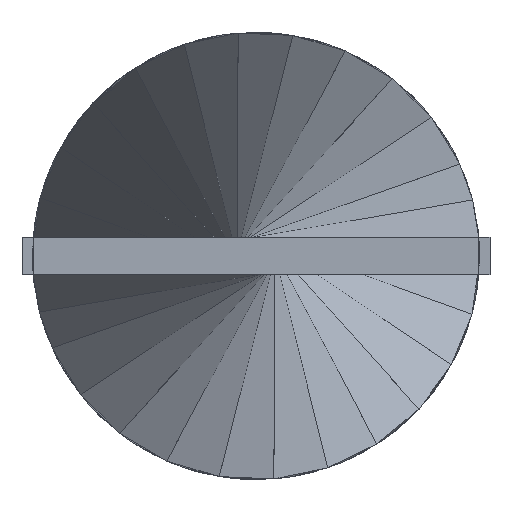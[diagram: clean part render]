
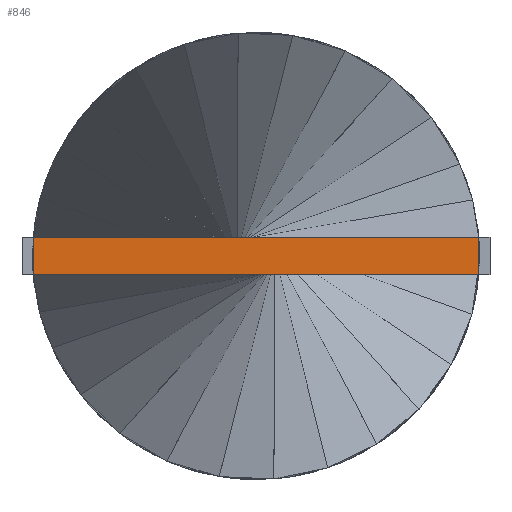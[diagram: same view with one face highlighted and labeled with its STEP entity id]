
A CAD part, left-side view. The second image highlights one B-rep face of the part: STEP entity #846.
In plain terms, the highlighted planar face has unit normal (-1, 0, 0).
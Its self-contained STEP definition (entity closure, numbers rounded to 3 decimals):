
#8 = CARTESIAN_POINT ( 'NONE',  ( -89., 0., 0. ) ) ;
#28 = CARTESIAN_POINT ( 'NONE',  ( -89., 6., -0.5 ) ) ;
#47 = LINE ( 'NONE', #192, #397 ) ;
#109 = EDGE_CURVE ( 'NONE', #1280, #414, #650, .T. ) ;
#153 = EDGE_CURVE ( 'NONE', #414, #435, #728, .T. ) ;
#155 = DIRECTION ( 'NONE',  ( 0., 0., 1. ) ) ;
#192 = CARTESIAN_POINT ( 'NONE',  ( -89., 6., -0.5 ) ) ;
#251 = AXIS2_PLACEMENT_3D ( 'NONE', #8, #358, #623 ) ;
#287 = CARTESIAN_POINT ( 'NONE',  ( -89., 6., 0.5 ) ) ;
#358 = DIRECTION ( 'NONE',  ( -1., 0., 0. ) ) ;
#361 = EDGE_LOOP ( 'NONE', ( #642, #936, #1562, #998 ) ) ;
#397 = VECTOR ( 'NONE', #1086, 1000. ) ;
#408 = LINE ( 'NONE', #1055, #777 ) ;
#414 = VERTEX_POINT ( 'NONE', #1295 ) ;
#419 = EDGE_CURVE ( 'NONE', #435, #576, #408, .T. ) ;
#435 = VERTEX_POINT ( 'NONE', #287 ) ;
#567 = VECTOR ( 'NONE', #155, 1000. ) ;
#576 = VERTEX_POINT ( 'NONE', #28 ) ;
#623 = DIRECTION ( 'NONE',  ( 0., 0., 1. ) ) ;
#625 = EDGE_CURVE ( 'NONE', #576, #1280, #47, .T. ) ;
#642 = ORIENTED_EDGE ( 'NONE', *, *, #153, .T. ) ;
#650 = LINE ( 'NONE', #1008, #567 ) ;
#728 = LINE ( 'NONE', #840, #1298 ) ;
#755 = FACE_OUTER_BOUND ( 'NONE', #361, .T. ) ;
#777 = VECTOR ( 'NONE', #1064, 1000. ) ;
#840 = CARTESIAN_POINT ( 'NONE',  ( -89., -6., 0.5 ) ) ;
#846 = ADVANCED_FACE ( 'NONE', ( #755 ), #1001, .T. ) ;
#847 = DIRECTION ( 'NONE',  ( 0., 1., 0. ) ) ;
#936 = ORIENTED_EDGE ( 'NONE', *, *, #419, .T. ) ;
#998 = ORIENTED_EDGE ( 'NONE', *, *, #109, .T. ) ;
#1001 = PLANE ( 'NONE',  #251 ) ;
#1008 = CARTESIAN_POINT ( 'NONE',  ( -89., -6., -0.5 ) ) ;
#1055 = CARTESIAN_POINT ( 'NONE',  ( -89., 6., 0.5 ) ) ;
#1064 = DIRECTION ( 'NONE',  ( 0., 0., -1. ) ) ;
#1086 = DIRECTION ( 'NONE',  ( 0., -1., 0. ) ) ;
#1280 = VERTEX_POINT ( 'NONE', #1514 ) ;
#1295 = CARTESIAN_POINT ( 'NONE',  ( -89., -6., 0.5 ) ) ;
#1298 = VECTOR ( 'NONE', #847, 1000. ) ;
#1514 = CARTESIAN_POINT ( 'NONE',  ( -89., -6., -0.5 ) ) ;
#1562 = ORIENTED_EDGE ( 'NONE', *, *, #625, .T. ) ;
